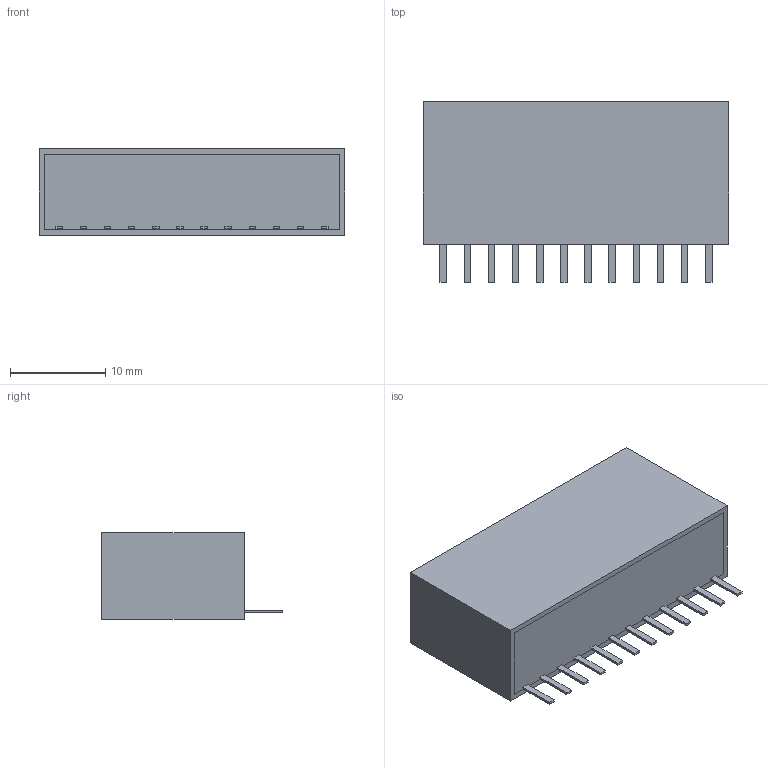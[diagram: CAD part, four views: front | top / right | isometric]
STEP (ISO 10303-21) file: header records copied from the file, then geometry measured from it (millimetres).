
FILE_DESCRIPTION(('FreeCAD Model'),'2;1');
FILE_NAME('R-5xxxPA_3D_20190722.step','2019-07-22T14:20:41',(''),(''), 'Open CASCADE STEP processor 7.3','FreeCAD','Unknown');
FILE_SCHEMA(('AUTOMOTIVE_DESIGN { 1 0 10303 214 1 1 1 1 }'));
Length unit declared in the file: millimetre
Products named in the file (14): R-5xxxPA_pin12(Vadj); R-5xxxPA_case; R-5xxxPA_potting; R-5xxxPA_pin1_(ON/OFF); R-5xxxPA_pin2(Vin); R-5xxxPA_pin4(Vin); R-5xxxPA_pin5(GND); R-5xxxPA_pin6(GND); R-5xxxPa_pin3(Vin); R-5xxxPA_pin7(GND); R-5xxxPA_pin8(GND); R-5xxxPA_pin10(Vout); R-5xxxPA_pin9(Vout); R-5xxxPA_pin11(Vout)
Bounding box: 32.2 x 19 x 9.1 mm (x, y, z)
Volume: 4398.9 mm3; surface area: 4650.8 mm2
Topology: 14 solids, 14 shells, 187 faces, 441 edges, 294 vertices
Faces by surface type: plane 175, cylinder 12
Entity records: 5536 total; most frequent: CARTESIAN_POINT 923, ORIENTED_EDGE 882, DIRECTION 841, EDGE_CURVE 441, LINE 417, VECTOR 417, VERTEX_POINT 294, AXIS2_PLACEMENT_3D 212
